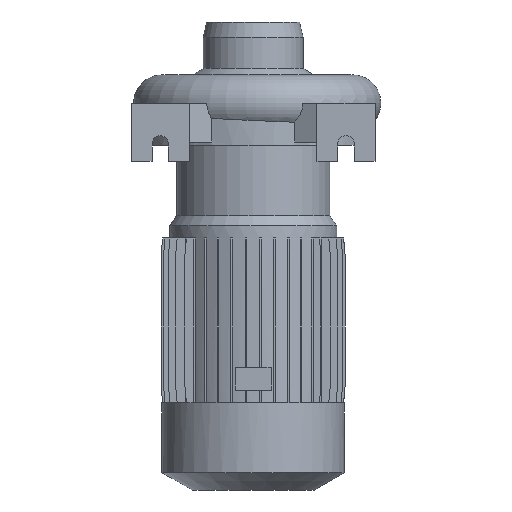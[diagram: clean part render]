
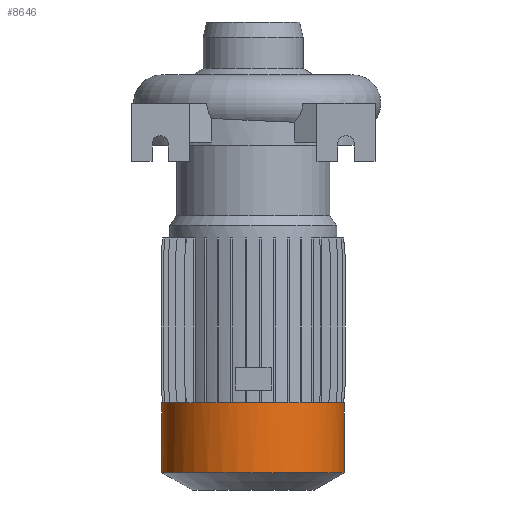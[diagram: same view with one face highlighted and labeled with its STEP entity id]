
A CAD part, front view. The second image highlights one B-rep face of the part: STEP entity #8646.
In plain terms, the highlighted cylindrical face has radius 78.5 mm (diameter 157 mm), a partial arc.
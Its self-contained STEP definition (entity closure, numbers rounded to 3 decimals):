
#240 = AXIS2_PLACEMENT_3D ( 'NONE', #4615, #6385, #7428 ) ;
#552 = AXIS2_PLACEMENT_3D ( 'NONE', #10903, #11688, #7229 ) ;
#791 = VECTOR ( 'NONE', #8326, 1000. ) ;
#811 = LINE ( 'NONE', #5572, #791 ) ;
#1017 = EDGE_CURVE ( 'NONE', #8852, #7925, #5822, .T. ) ;
#3176 = CARTESIAN_POINT ( 'NONE',  ( -78.5, 0., -258. ) ) ;
#3980 = CARTESIAN_POINT ( 'NONE',  ( -78.5, 0., 70. ) ) ;
#4160 = FACE_OUTER_BOUND ( 'NONE', #11234, .T. ) ;
#4277 = DIRECTION ( 'NONE',  ( 1., 0., 0. ) ) ;
#4615 = CARTESIAN_POINT ( 'NONE',  ( 0., 0., -258. ) ) ;
#5572 = CARTESIAN_POINT ( 'NONE',  ( 78.5, 0., 70. ) ) ;
#5822 = CIRCLE ( 'NONE', #552, 78.5 ) ;
#6385 = DIRECTION ( 'NONE',  ( 0., 0., 1. ) ) ;
#6877 = CIRCLE ( 'NONE', #240, 78.5 ) ;
#6898 = ORIENTED_EDGE ( 'NONE', *, *, #8545, .F. ) ;
#6964 = DIRECTION ( 'NONE',  ( 0., 0., 1. ) ) ;
#7229 = DIRECTION ( 'NONE',  ( 1., 0., 0. ) ) ;
#7428 = DIRECTION ( 'NONE',  ( 1., 0., 0. ) ) ;
#7700 = DIRECTION ( 'NONE',  ( 0., 0., 1. ) ) ;
#7792 = VECTOR ( 'NONE', #7700, 1000. ) ;
#7884 = CYLINDRICAL_SURFACE ( 'NONE', #9748, 78.5 ) ;
#7925 = VERTEX_POINT ( 'NONE', #11586 ) ;
#8167 = ORIENTED_EDGE ( 'NONE', *, *, #11752, .F. ) ;
#8326 = DIRECTION ( 'NONE',  ( 0., 0., 1. ) ) ;
#8363 = CARTESIAN_POINT ( 'NONE',  ( -78.5, 0., -318. ) ) ;
#8440 = ORIENTED_EDGE ( 'NONE', *, *, #9465, .T. ) ;
#8545 = EDGE_CURVE ( 'NONE', #8852, #10053, #8555, .T. ) ;
#8555 = LINE ( 'NONE', #3980, #7792 ) ;
#8646 = ADVANCED_FACE ( 'NONE', ( #4160 ), #7884, .T. ) ;
#8852 = VERTEX_POINT ( 'NONE', #8363 ) ;
#8995 = ORIENTED_EDGE ( 'NONE', *, *, #1017, .T. ) ;
#9084 = VERTEX_POINT ( 'NONE', #9935 ) ;
#9465 = EDGE_CURVE ( 'NONE', #7925, #9084, #811, .T. ) ;
#9748 = AXIS2_PLACEMENT_3D ( 'NONE', #11610, #6964, #4277 ) ;
#9935 = CARTESIAN_POINT ( 'NONE',  ( 78.5, 0., -258. ) ) ;
#10053 = VERTEX_POINT ( 'NONE', #3176 ) ;
#10903 = CARTESIAN_POINT ( 'NONE',  ( 0., 0., -318. ) ) ;
#11234 = EDGE_LOOP ( 'NONE', ( #6898, #8995, #8440, #8167 ) ) ;
#11586 = CARTESIAN_POINT ( 'NONE',  ( 78.5, 0., -318. ) ) ;
#11610 = CARTESIAN_POINT ( 'NONE',  ( 0., 0., 70. ) ) ;
#11688 = DIRECTION ( 'NONE',  ( 0., 0., 1. ) ) ;
#11752 = EDGE_CURVE ( 'NONE', #10053, #9084, #6877, .T. ) ;
